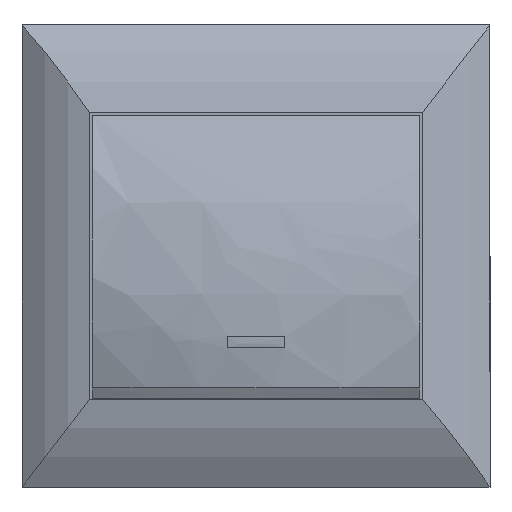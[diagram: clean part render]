
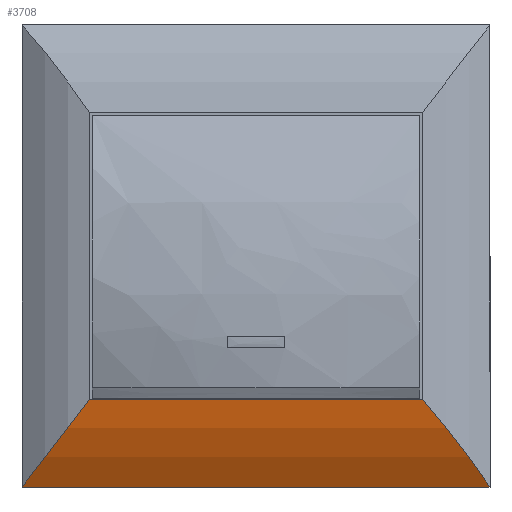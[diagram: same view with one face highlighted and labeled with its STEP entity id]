
A CAD part, top view. The second image highlights one B-rep face of the part: STEP entity #3708.
In plain terms, the highlighted free-form (B-spline) face has degree [3, 3] with [7, 4] control points.
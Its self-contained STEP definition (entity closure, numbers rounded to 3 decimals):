
#305 = CARTESIAN_POINT ( 'NONE',  ( 20.375, -40.25, 5. ) ) ;
#319 = CARTESIAN_POINT ( 'NONE',  ( -29., -25., 11. ) ) ;
#332 = CARTESIAN_POINT ( 'NONE',  ( 33.125, -29.813, 10.328 ) ) ;
#411 = CARTESIAN_POINT ( 'NONE',  ( -40.75, -40.25, 5. ) ) ;
#498 = ORIENTED_EDGE ( 'NONE', *, *, #773, .T. ) ;
#558 = ORIENTED_EDGE ( 'NONE', *, *, #1876, .T. ) ;
#653 = EDGE_CURVE ( 'NONE', #1598, #3652, #3664, .T. ) ;
#658 = EDGE_CURVE ( 'NONE', #2557, #2153, #2529, .T. ) ;
#663 = CARTESIAN_POINT ( 'NONE',  ( 0.208, -29.813, 10.328 ) ) ;
#679 = CARTESIAN_POINT ( 'NONE',  ( -36.544, -34.791, 8.287 ) ) ;
#691 = CARTESIAN_POINT ( 'NONE',  ( 37.123, -34.791, 8.287 ) ) ;
#773 = EDGE_CURVE ( 'NONE', #1598, #2557, #3005, .T. ) ;
#777 = CARTESIAN_POINT ( 'NONE',  ( -40.75, -40.25, 5. ) ) ;
#975 = CARTESIAN_POINT ( 'NONE',  ( 40.75, -40.25, 5. ) ) ;
#1020 = CARTESIAN_POINT ( 'NONE',  ( 37.123, -34.791, 8.287 ) ) ;
#1040 = CARTESIAN_POINT ( 'NONE',  ( 0., -40.25, 5. ) ) ;
#1369 = CARTESIAN_POINT ( 'NONE',  ( -29., -25., 11. ) ) ;
#1398 = CARTESIAN_POINT ( 'NONE',  ( 24.167, -25., 11. ) ) ;
#1413 = CARTESIAN_POINT ( 'NONE',  ( -16.25, -29.813, 10.328 ) ) ;
#1481 = FACE_OUTER_BOUND ( 'NONE', #2496, .T. ) ;
#1563 = LINE ( 'NONE', #411, #2638 ) ;
#1598 = VERTEX_POINT ( 'NONE', #4292 ) ;
#1759 = CARTESIAN_POINT ( 'NONE',  ( 30.984, -34.791, 8.287 ) ) ;
#1776 = CARTESIAN_POINT ( 'NONE',  ( -20.375, -40.25, 5. ) ) ;
#1800 = CARTESIAN_POINT ( 'NONE',  ( -40.75, -40.25, 5. ) ) ;
#1876 = EDGE_CURVE ( 'NONE', #2153, #3652, #1563, .T. ) ;
#2123 = CARTESIAN_POINT ( 'NONE',  ( 14.5, -25., 11. ) ) ;
#2139 = CARTESIAN_POINT ( 'NONE',  ( -27.223, -29.813, 10.328 ) ) ;
#2153 = VERTEX_POINT ( 'NONE', #777 ) ;
#2200 = CARTESIAN_POINT ( 'NONE',  ( -29., -25., 11. ) ) ;
#2459 = CARTESIAN_POINT ( 'NONE',  ( 29., -25., 11. ) ) ;
#2473 = CARTESIAN_POINT ( 'NONE',  ( 18.706, -34.791, 8.287 ) ) ;
#2494 = CARTESIAN_POINT ( 'NONE',  ( -33.958, -40.25, 5. ) ) ;
#2496 = EDGE_LOOP ( 'NONE', ( #498, #4287, #558, #4171 ) ) ;
#2529 = B_SPLINE_CURVE_WITH_KNOTS ( 'NONE', 3,
 ( #4011, #3661, #4379, #1800 ),
 .UNSPECIFIED., .F., .F.,
 ( 4, 4 ),
 ( 0., 1. ),
 .UNSPECIFIED. ) ;
#2557 = VERTEX_POINT ( 'NONE', #2200 ) ;
#2638 = VECTOR ( 'NONE', #2966, 1000. ) ;
#2696 = B_SPLINE_SURFACE_WITH_KNOTS ( 'NONE', 3, 3, ( 
 ( #2459, #3218, #1020, #3617 ),
 ( #1398, #3967, #1759, #4346 ),
 ( #2123, #4731, #2473, #305 ),
 ( #2852, #663, #3236, #1040 ),
 ( #3636, #1413, #3981, #1776 ),
 ( #4367, #2139, #4746, #2494 ),
 ( #319, #2869, #679, #3255 ) ),
 .UNSPECIFIED., .F., .F., .F.,
 ( 4, 1, 1, 1, 4 ),
 ( 4, 4 ),
 ( 0.24, 0.305, 0.37, 0.435, 0.5 ),
 ( 0., 1. ),
 .UNSPECIFIED. ) ;
#2852 = CARTESIAN_POINT ( 'NONE',  ( 0., -25., 11. ) ) ;
#2869 = CARTESIAN_POINT ( 'NONE',  ( -32.709, -29.813, 10.328 ) ) ;
#2880 = CARTESIAN_POINT ( 'NONE',  ( 29., -25., 11. ) ) ;
#2966 = DIRECTION ( 'NONE',  ( 1., 0., 0. ) ) ;
#3005 = LINE ( 'NONE', #1369, #4118 ) ;
#3218 = CARTESIAN_POINT ( 'NONE',  ( 33.125, -29.813, 10.328 ) ) ;
#3236 = CARTESIAN_POINT ( 'NONE',  ( 0.289, -34.791, 8.287 ) ) ;
#3255 = CARTESIAN_POINT ( 'NONE',  ( -40.75, -40.25, 5. ) ) ;
#3267 = CARTESIAN_POINT ( 'NONE',  ( 40.75, -40.25, 5. ) ) ;
#3617 = CARTESIAN_POINT ( 'NONE',  ( 40.75, -40.25, 5. ) ) ;
#3636 = CARTESIAN_POINT ( 'NONE',  ( -14.5, -25., 11. ) ) ;
#3652 = VERTEX_POINT ( 'NONE', #975 ) ;
#3661 = CARTESIAN_POINT ( 'NONE',  ( -32.709, -29.813, 10.328 ) ) ;
#3664 = B_SPLINE_CURVE_WITH_KNOTS ( 'NONE', 3,
 ( #2880, #332, #691, #3267 ),
 .UNSPECIFIED., .F., .F.,
 ( 4, 4 ),
 ( 0., 1. ),
 .UNSPECIFIED. ) ;
#3708 = ADVANCED_FACE ( 'NONE', ( #1481 ), #2696, .T. ) ;
#3939 = DIRECTION ( 'NONE',  ( -1., 0., 0. ) ) ;
#3967 = CARTESIAN_POINT ( 'NONE',  ( 27.639, -29.813, 10.328 ) ) ;
#3981 = CARTESIAN_POINT ( 'NONE',  ( -18.127, -34.791, 8.287 ) ) ;
#4011 = CARTESIAN_POINT ( 'NONE',  ( -29., -25., 11. ) ) ;
#4118 = VECTOR ( 'NONE', #3939, 1000. ) ;
#4171 = ORIENTED_EDGE ( 'NONE', *, *, #653, .F. ) ;
#4287 = ORIENTED_EDGE ( 'NONE', *, *, #658, .T. ) ;
#4292 = CARTESIAN_POINT ( 'NONE',  ( 29., -25., 11. ) ) ;
#4346 = CARTESIAN_POINT ( 'NONE',  ( 33.958, -40.25, 5. ) ) ;
#4367 = CARTESIAN_POINT ( 'NONE',  ( -24.167, -25., 11. ) ) ;
#4379 = CARTESIAN_POINT ( 'NONE',  ( -36.544, -34.791, 8.287 ) ) ;
#4731 = CARTESIAN_POINT ( 'NONE',  ( 16.666, -29.813, 10.328 ) ) ;
#4746 = CARTESIAN_POINT ( 'NONE',  ( -30.405, -34.791, 8.287 ) ) ;
